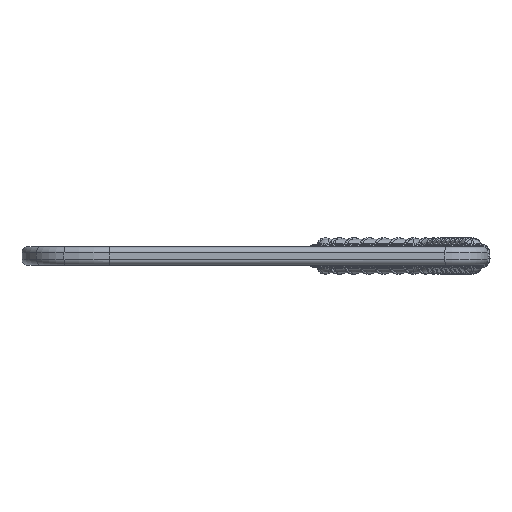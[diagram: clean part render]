
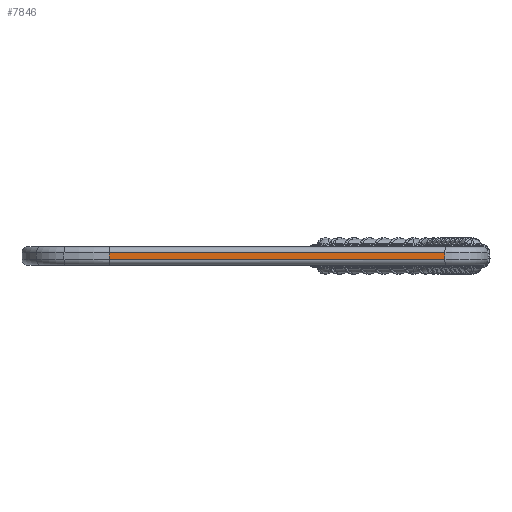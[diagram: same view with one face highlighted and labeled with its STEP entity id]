
A CAD part, front view. The second image highlights one B-rep face of the part: STEP entity #7846.
In plain terms, the highlighted planar face has unit normal (-0.012, -1, 0).
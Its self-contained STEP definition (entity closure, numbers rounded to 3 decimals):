
#2322 = DIRECTION ( 'NONE',  ( 1., -0.012, 0. ) ) ;
#6061 = CARTESIAN_POINT ( 'NONE',  ( -88.769, -101.284, 11. ) ) ;
#6698 = CARTESIAN_POINT ( 'NONE',  ( -88.769, -101.284, 16. ) ) ;
#7846 = ADVANCED_FACE ( 'NONE', ( #104202 ), #58793, .F. ) ;
#10388 = VERTEX_POINT ( 'NONE', #19381 ) ;
#12396 = EDGE_CURVE ( 'NONE', #17556, #132521, #107195, .T. ) ;
#13362 = VECTOR ( 'NONE', #126683, 1000. ) ;
#17385 = DIRECTION ( 'NONE',  ( 0., 0., -1. ) ) ;
#17556 = VERTEX_POINT ( 'NONE', #138221 ) ;
#19381 = CARTESIAN_POINT ( 'NONE',  ( 201.688, -104.772, 11. ) ) ;
#21891 = VERTEX_POINT ( 'NONE', #6061 ) ;
#22249 = EDGE_CURVE ( 'NONE', #10388, #132521, #119930, .T. ) ;
#38652 = EDGE_CURVE ( 'NONE', #10388, #21891, #140114, .T. ) ;
#39289 = AXIS2_PLACEMENT_3D ( 'NONE', #134304, #91313, #40261 ) ;
#40261 = DIRECTION ( 'NONE',  ( -1., 0.012, 0. ) ) ;
#57723 = DIRECTION ( 'NONE',  ( -1., 0.012, 0. ) ) ;
#58793 = PLANE ( 'NONE',  #39289 ) ;
#73447 = EDGE_CURVE ( 'NONE', #21891, #17556, #118150, .T. ) ;
#84192 = EDGE_LOOP ( 'NONE', ( #131590, #92337, #97502, #92695 ) ) ;
#88289 = CARTESIAN_POINT ( 'NONE',  ( 201.688, -104.772, 5. ) ) ;
#89365 = VECTOR ( 'NONE', #57723, 1000. ) ;
#91313 = DIRECTION ( 'NONE',  ( 0.012, 1., 0. ) ) ;
#91562 = CARTESIAN_POINT ( 'NONE',  ( 201.688, -104.772, 16. ) ) ;
#92337 = ORIENTED_EDGE ( 'NONE', *, *, #12396, .T. ) ;
#92695 = ORIENTED_EDGE ( 'NONE', *, *, #38652, .T. ) ;
#97502 = ORIENTED_EDGE ( 'NONE', *, *, #22249, .F. ) ;
#102185 = CARTESIAN_POINT ( 'NONE',  ( 201.688, -104.772, 5. ) ) ;
#104202 = FACE_OUTER_BOUND ( 'NONE', #84192, .T. ) ;
#107195 = LINE ( 'NONE', #88289, #115593 ) ;
#111543 = VECTOR ( 'NONE', #17385, 1000. ) ;
#115593 = VECTOR ( 'NONE', #2322, 1000. ) ;
#118150 = LINE ( 'NONE', #6698, #13362 ) ;
#119930 = LINE ( 'NONE', #91562, #111543 ) ;
#121896 = CARTESIAN_POINT ( 'NONE',  ( 201.688, -104.772, 11. ) ) ;
#126683 = DIRECTION ( 'NONE',  ( 0., 0., -1. ) ) ;
#131590 = ORIENTED_EDGE ( 'NONE', *, *, #73447, .T. ) ;
#132521 = VERTEX_POINT ( 'NONE', #102185 ) ;
#134304 = CARTESIAN_POINT ( 'NONE',  ( 201.688, -104.772, 16. ) ) ;
#138221 = CARTESIAN_POINT ( 'NONE',  ( -88.769, -101.284, 5. ) ) ;
#140114 = LINE ( 'NONE', #121896, #89365 ) ;
